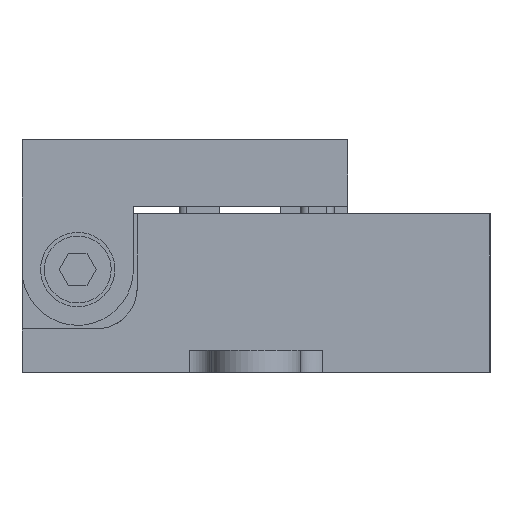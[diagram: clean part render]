
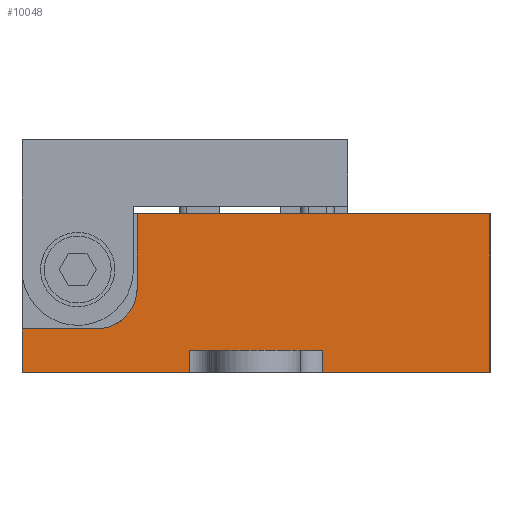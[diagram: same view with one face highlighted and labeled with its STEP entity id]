
A CAD part, left-side view. The second image highlights one B-rep face of the part: STEP entity #10048.
In plain terms, the highlighted free-form (B-spline) face has degree [1, 1] with [2, 2] control points.
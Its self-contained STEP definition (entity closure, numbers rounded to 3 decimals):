
#776 = VERTEX_POINT('',#777);
#777 = CARTESIAN_POINT('',(-136.669,84.56,
    1.685));
#782 = EDGE_CURVE('',#783,#776,#785,.T.);
#783 = VERTEX_POINT('',#784);
#784 = CARTESIAN_POINT('',(-136.669,25.274,1.685
    ));
#785 = B_SPLINE_CURVE_WITH_KNOTS('',1,(#786,#787),.UNSPECIFIED.,.F.,.F.,
  (2,2),(-31.5,16.),.PIECEWISE_BEZIER_KNOTS.);
#786 = CARTESIAN_POINT('',(-136.669,25.274,1.685
    ));
#787 = CARTESIAN_POINT('',(-136.669,84.56,
    1.685));
#1640 = EDGE_CURVE('',#783,#1641,#1643,.T.);
#1641 = VERTEX_POINT('',#1642);
#1642 = CARTESIAN_POINT('',(-136.669,25.274,
    -24.962));
#1643 = B_SPLINE_CURVE_WITH_KNOTS('',1,(#1644,#1645),.UNSPECIFIED.,.F.,
  .F.,(2,2),(-10.675,10.675),.PIECEWISE_BEZIER_KNOTS.);
#1644 = CARTESIAN_POINT('',(-136.669,25.274,
    1.685));
#1645 = CARTESIAN_POINT('',(-136.669,25.274,
    -24.962));
#3357 = VERTEX_POINT('',#3358);
#3358 = CARTESIAN_POINT('',(-136.669,84.56,
    -10.796));
#3363 = EDGE_CURVE('',#776,#3357,#3364,.T.);
#3364 = B_SPLINE_CURVE_WITH_KNOTS('',1,(#3365,#3366),.UNSPECIFIED.,.F.,
  .F.,(2,2),(-7.753,2.248),.PIECEWISE_BEZIER_KNOTS.);
#3365 = CARTESIAN_POINT('',(-136.669,84.56,
    1.685));
#3366 = CARTESIAN_POINT('',(-136.669,84.56,
    -10.796));
#6568 = VERTEX_POINT('',#6569);
#6569 = CARTESIAN_POINT('',(-136.669,103.906,
    -24.962));
#6574 = EDGE_CURVE('',#6575,#6568,#6577,.T.);
#6575 = VERTEX_POINT('',#6576);
#6576 = CARTESIAN_POINT('',(-136.669,103.906,
    -17.661));
#6577 = B_SPLINE_CURVE_WITH_KNOTS('',1,(#6578,#6579),.UNSPECIFIED.,.F.,
  .F.,(2,2),(-2.925,2.925),.PIECEWISE_BEZIER_KNOTS.);
#6578 = CARTESIAN_POINT('',(-136.669,103.906,
    -17.661));
#6579 = CARTESIAN_POINT('',(-136.669,103.906,
    -24.962));
#6659 = VERTEX_POINT('',#6660);
#6660 = CARTESIAN_POINT('',(-136.669,91.424,
    -17.661));
#6667 = EDGE_CURVE('',#6659,#3357,#6668,.T.);
#6668 = ( BOUNDED_CURVE() B_SPLINE_CURVE(2,(#6669,#6670,#6671),
.UNSPECIFIED.,.F.,.F.) B_SPLINE_CURVE_WITH_KNOTS((3,3),(0.,
1.571),.PIECEWISE_BEZIER_KNOTS.) CURVE() 
GEOMETRIC_REPRESENTATION_ITEM() RATIONAL_B_SPLINE_CURVE((1.,
0.707,1.)) REPRESENTATION_ITEM('') );
#6669 = CARTESIAN_POINT('',(-136.669,91.424,
    -17.661));
#6670 = CARTESIAN_POINT('',(-136.669,84.56,
    -17.661));
#6671 = CARTESIAN_POINT('',(-136.669,84.56,
    -10.796));
#6686 = EDGE_CURVE('',#6659,#6575,#6687,.T.);
#6687 = B_SPLINE_CURVE_WITH_KNOTS('',1,(#6688,#6689),.UNSPECIFIED.,.F.,
  .F.,(2,2),(-2.248,7.753),.PIECEWISE_BEZIER_KNOTS.);
#6688 = CARTESIAN_POINT('',(-136.669,91.424,
    -17.661));
#6689 = CARTESIAN_POINT('',(-136.669,103.906,
    -17.661));
#9933 = VERTEX_POINT('',#9934);
#9934 = CARTESIAN_POINT('',(-136.669,75.823,
    -24.962));
#9940 = EDGE_CURVE('',#9933,#9941,#9943,.T.);
#9941 = VERTEX_POINT('',#9942);
#9942 = CARTESIAN_POINT('',(-136.669,75.823,
    -21.218));
#9943 = B_SPLINE_CURVE_WITH_KNOTS('',1,(#9944,#9945),.UNSPECIFIED.,.F.,
  .F.,(2,2),(-10.675,-7.675),.PIECEWISE_BEZIER_KNOTS.);
#9944 = CARTESIAN_POINT('',(-136.669,75.823,
    -24.962));
#9945 = CARTESIAN_POINT('',(-136.669,75.823,
    -21.218));
#9974 = EDGE_CURVE('',#6568,#9933,#9975,.T.);
#9975 = B_SPLINE_CURVE_WITH_KNOTS('',1,(#9976,#9977),.UNSPECIFIED.,.F.,
  .F.,(2,2),(-11.25,11.25),.PIECEWISE_BEZIER_KNOTS.);
#9976 = CARTESIAN_POINT('',(-136.669,103.906,
    -24.962));
#9977 = CARTESIAN_POINT('',(-136.669,75.823,
    -24.962));
#9988 = EDGE_CURVE('',#9989,#1641,#9991,.T.);
#9989 = VERTEX_POINT('',#9990);
#9990 = CARTESIAN_POINT('',(-136.669,53.357,
    -24.962));
#9991 = B_SPLINE_CURVE_WITH_KNOTS('',1,(#9992,#9993),.UNSPECIFIED.,.F.,
  .F.,(2,2),(-11.25,11.25),.PIECEWISE_BEZIER_KNOTS.);
#9992 = CARTESIAN_POINT('',(-136.669,53.357,
    -24.962));
#9993 = CARTESIAN_POINT('',(-136.669,25.274,
    -24.962));
#10028 = VERTEX_POINT('',#10029);
#10029 = CARTESIAN_POINT('',(-136.669,53.357,
    -21.218));
#10035 = EDGE_CURVE('',#9941,#10028,#10036,.T.);
#10036 = B_SPLINE_CURVE_WITH_KNOTS('',1,(#10037,#10038),.UNSPECIFIED.,
  .F.,.F.,(2,2),(-9.,9.),.PIECEWISE_BEZIER_KNOTS.);
#10037 = CARTESIAN_POINT('',(-136.669,75.823,
    -21.218));
#10038 = CARTESIAN_POINT('',(-136.669,53.357,
    -21.218));
#10048 = ADVANCED_FACE('',(#10049),#10066,.F.);
#10049 = FACE_BOUND('',#10050,.T.);
#10050 = EDGE_LOOP('',(#10051,#10056,#10057,#10058,#10059,#10060,#10061,
    #10062,#10063,#10064,#10065));
#10051 = ORIENTED_EDGE('',*,*,#10052,.F.);
#10052 = EDGE_CURVE('',#9989,#10028,#10053,.T.);
#10053 = B_SPLINE_CURVE_WITH_KNOTS('',1,(#10054,#10055),.UNSPECIFIED.,
  .F.,.F.,(2,2),(-1.5,1.5),.PIECEWISE_BEZIER_KNOTS.);
#10054 = CARTESIAN_POINT('',(-136.669,53.357,
    -24.962));
#10055 = CARTESIAN_POINT('',(-136.669,53.357,
    -21.218));
#10056 = ORIENTED_EDGE('',*,*,#9988,.T.);
#10057 = ORIENTED_EDGE('',*,*,#1640,.F.);
#10058 = ORIENTED_EDGE('',*,*,#782,.T.);
#10059 = ORIENTED_EDGE('',*,*,#3363,.T.);
#10060 = ORIENTED_EDGE('',*,*,#6667,.F.);
#10061 = ORIENTED_EDGE('',*,*,#6686,.T.);
#10062 = ORIENTED_EDGE('',*,*,#6574,.T.);
#10063 = ORIENTED_EDGE('',*,*,#9974,.T.);
#10064 = ORIENTED_EDGE('',*,*,#9940,.T.);
#10065 = ORIENTED_EDGE('',*,*,#10035,.T.);
#10066 = B_SPLINE_SURFACE_WITH_KNOTS('',1,1,(
    (#10067,#10068)
    ,(#10069,#10070
    )),.UNSPECIFIED.,.F.,.F.,.F.,(2,2),(2,2),(0.,63.),(-1.35,20.),
  .PIECEWISE_BEZIER_KNOTS.);
#10067 = CARTESIAN_POINT('',(-136.669,103.906,
    1.685));
#10068 = CARTESIAN_POINT('',(-136.669,103.906,
    -24.962));
#10069 = CARTESIAN_POINT('',(-136.669,25.274,
    1.685));
#10070 = CARTESIAN_POINT('',(-136.669,25.274,
    -24.962));
